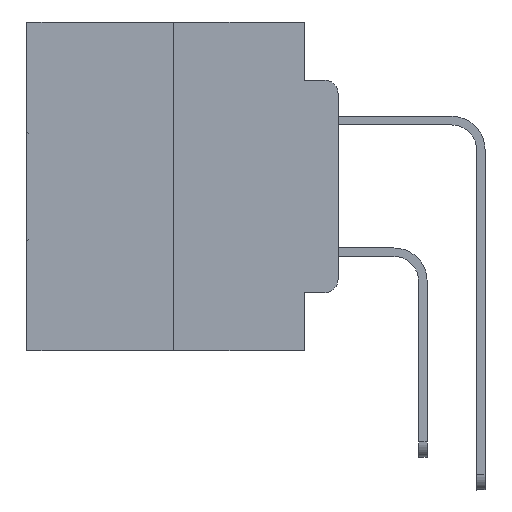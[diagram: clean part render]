
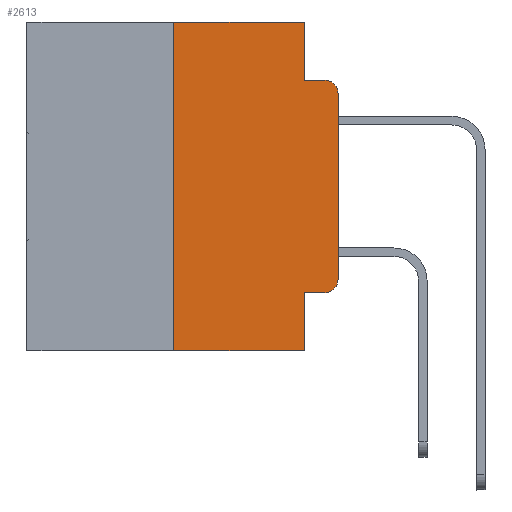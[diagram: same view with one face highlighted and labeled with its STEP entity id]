
A CAD part, left-side view. The second image highlights one B-rep face of the part: STEP entity #2613.
In plain terms, the highlighted planar face has unit normal (-1, 0, 0).
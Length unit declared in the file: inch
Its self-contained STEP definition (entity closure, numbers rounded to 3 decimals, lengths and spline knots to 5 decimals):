
#194 = EDGE_CURVE ( 'NONE', #30610, #8134, #23542, .T. ) ;
#282 = CARTESIAN_POINT ( 'NONE',  ( 0., 0.051, -0.5 ) ) ;
#858 = CARTESIAN_POINT ( 'NONE',  ( 0., 0., -0.1085 ) ) ;
#1594 = CARTESIAN_POINT ( 'NONE',  ( 0., 0.051, -0.4115 ) ) ;
#1787 = DIRECTION ( 'NONE',  ( 0., -1., 0. ) ) ;
#1788 = VECTOR ( 'NONE', #25255, 39.37008 ) ;
#2073 = LINE ( 'NONE', #14272, #3585 ) ;
#2134 = CARTESIAN_POINT ( 'NONE',  ( 0., 0.02, -0.3915 ) ) ;
#2242 = CARTESIAN_POINT ( 'NONE',  ( 0., 0.051, -0.0885 ) ) ;
#2613 = ADVANCED_FACE ( 'NONE', ( #20400 ), #20312, .F. ) ;
#2670 = VECTOR ( 'NONE', #26373, 39.37008 ) ;
#2693 = DIRECTION ( 'NONE',  ( 0., 0., -1. ) ) ;
#3029 = EDGE_LOOP ( 'NONE', ( #3156, #3936, #11304, #25930, #27924, #8292, #6426, #4197, #28744, #26194 ) ) ;
#3156 = ORIENTED_EDGE ( 'NONE', *, *, #6076, .T. ) ;
#3296 = DIRECTION ( 'NONE',  ( 0., 0., -1. ) ) ;
#3585 = VECTOR ( 'NONE', #30655, 39.37008 ) ;
#3703 = VECTOR ( 'NONE', #3296, 39.37008 ) ;
#3739 = VECTOR ( 'NONE', #25236, 39.37008 ) ;
#3862 = VERTEX_POINT ( 'NONE', #2242 ) ;
#3936 = ORIENTED_EDGE ( 'NONE', *, *, #25765, .T. ) ;
#4042 = DIRECTION ( 'NONE',  ( 0., -1., 0. ) ) ;
#4197 = ORIENTED_EDGE ( 'NONE', *, *, #24770, .F. ) ;
#4247 = EDGE_CURVE ( 'NONE', #8134, #25032, #28013, .T. ) ;
#4490 = CARTESIAN_POINT ( 'NONE',  ( 0., 0.051, 0. ) ) ;
#4608 = DIRECTION ( 'NONE',  ( 0., 0., -1. ) ) ;
#5983 = DIRECTION ( 'NONE',  ( 1., 0., 0. ) ) ;
#6076 = EDGE_CURVE ( 'NONE', #9601, #7758, #15375, .T. ) ;
#6285 = LINE ( 'NONE', #1594, #18282 ) ;
#6426 = ORIENTED_EDGE ( 'NONE', *, *, #10960, .T. ) ;
#7103 = CIRCLE ( 'NONE', #23797, 0.02 ) ;
#7287 = EDGE_CURVE ( 'NONE', #14669, #23172, #6285, .T. ) ;
#7570 = VERTEX_POINT ( 'NONE', #9816 ) ;
#7758 = VERTEX_POINT ( 'NONE', #858 ) ;
#8090 = CARTESIAN_POINT ( 'NONE',  ( 0., 0.473, 0. ) ) ;
#8134 = VERTEX_POINT ( 'NONE', #28290 ) ;
#8147 = CARTESIAN_POINT ( 'NONE',  ( 0., 0.051, -0.4115 ) ) ;
#8292 = ORIENTED_EDGE ( 'NONE', *, *, #194, .F. ) ;
#9538 = CARTESIAN_POINT ( 'NONE',  ( 0., 0., 0. ) ) ;
#9601 = VERTEX_POINT ( 'NONE', #15387 ) ;
#9816 = CARTESIAN_POINT ( 'NONE',  ( 0., 0.02, -0.0885 ) ) ;
#9874 = EDGE_CURVE ( 'NONE', #25032, #3862, #13103, .T. ) ;
#10116 = DIRECTION ( 'NONE',  ( -1., 0., 0. ) ) ;
#10603 = AXIS2_PLACEMENT_3D ( 'NONE', #8090, #5983, #10798 ) ;
#10798 = DIRECTION ( 'NONE',  ( 0., 0., -1. ) ) ;
#10960 = EDGE_CURVE ( 'NONE', #30610, #13825, #2073, .T. ) ;
#11034 = CIRCLE ( 'NONE', #25510, 0.02 ) ;
#11304 = ORIENTED_EDGE ( 'NONE', *, *, #19512, .F. ) ;
#11480 = CARTESIAN_POINT ( 'NONE',  ( 0., 0.051, -0.0885 ) ) ;
#13103 = LINE ( 'NONE', #26479, #18736 ) ;
#13825 = VERTEX_POINT ( 'NONE', #282 ) ;
#14272 = CARTESIAN_POINT ( 'NONE',  ( 0., 0.473, -0.5 ) ) ;
#14669 = VERTEX_POINT ( 'NONE', #8147 ) ;
#15375 = LINE ( 'NONE', #9538, #1788 ) ;
#15387 = CARTESIAN_POINT ( 'NONE',  ( 0., 0., -0.3915 ) ) ;
#15595 = CARTESIAN_POINT ( 'NONE',  ( 0., 0.25, 0. ) ) ;
#16525 = LINE ( 'NONE', #22538, #3703 ) ;
#18282 = VECTOR ( 'NONE', #4042, 39.37008 ) ;
#18736 = VECTOR ( 'NONE', #2693, 39.37008 ) ;
#18998 = DIRECTION ( 'NONE',  ( -1., 0., 0. ) ) ;
#19512 = EDGE_CURVE ( 'NONE', #3862, #7570, #24679, .T. ) ;
#20253 = CARTESIAN_POINT ( 'NONE',  ( 0., 0.02, -0.4115 ) ) ;
#20312 = PLANE ( 'NONE',  #10603 ) ;
#20400 = FACE_OUTER_BOUND ( 'NONE', #3029, .T. ) ;
#22538 = CARTESIAN_POINT ( 'NONE',  ( 0., 0.051, 0. ) ) ;
#23172 = VERTEX_POINT ( 'NONE', #20253 ) ;
#23542 = LINE ( 'NONE', #15595, #3739 ) ;
#23661 = CARTESIAN_POINT ( 'NONE',  ( 0., 0.25, -0.5 ) ) ;
#23797 = AXIS2_PLACEMENT_3D ( 'NONE', #24321, #10116, #26690 ) ;
#24321 = CARTESIAN_POINT ( 'NONE',  ( 0., 0.02, -0.1085 ) ) ;
#24679 = LINE ( 'NONE', #11480, #30115 ) ;
#24770 = EDGE_CURVE ( 'NONE', #14669, #13825, #16525, .T. ) ;
#25032 = VERTEX_POINT ( 'NONE', #4490 ) ;
#25236 = DIRECTION ( 'NONE',  ( 0., 0., 1. ) ) ;
#25255 = DIRECTION ( 'NONE',  ( 0., 0., 1. ) ) ;
#25510 = AXIS2_PLACEMENT_3D ( 'NONE', #2134, #18998, #4608 ) ;
#25765 = EDGE_CURVE ( 'NONE', #7758, #7570, #7103, .T. ) ;
#25930 = ORIENTED_EDGE ( 'NONE', *, *, #9874, .F. ) ;
#26194 = ORIENTED_EDGE ( 'NONE', *, *, #30587, .T. ) ;
#26373 = DIRECTION ( 'NONE',  ( 0., -1., 0. ) ) ;
#26479 = CARTESIAN_POINT ( 'NONE',  ( 0., 0.051, 0. ) ) ;
#26690 = DIRECTION ( 'NONE',  ( 0., 0., -1. ) ) ;
#27924 = ORIENTED_EDGE ( 'NONE', *, *, #4247, .F. ) ;
#28013 = LINE ( 'NONE', #30604, #2670 ) ;
#28290 = CARTESIAN_POINT ( 'NONE',  ( 0., 0.25, 0. ) ) ;
#28744 = ORIENTED_EDGE ( 'NONE', *, *, #7287, .T. ) ;
#30115 = VECTOR ( 'NONE', #1787, 39.37008 ) ;
#30587 = EDGE_CURVE ( 'NONE', #23172, #9601, #11034, .T. ) ;
#30604 = CARTESIAN_POINT ( 'NONE',  ( 0., 0.473, 0. ) ) ;
#30610 = VERTEX_POINT ( 'NONE', #23661 ) ;
#30655 = DIRECTION ( 'NONE',  ( 0., -1., 0. ) ) ;
